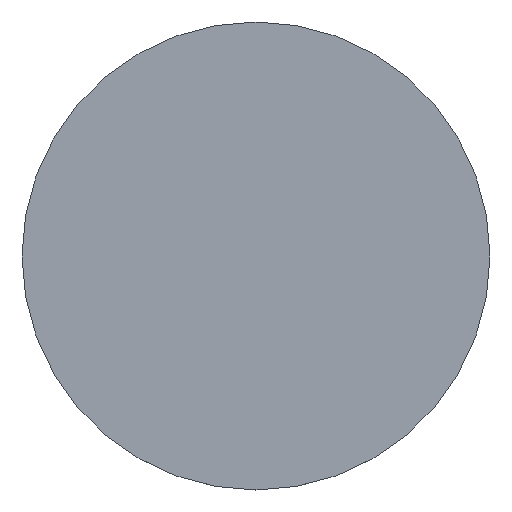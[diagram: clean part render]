
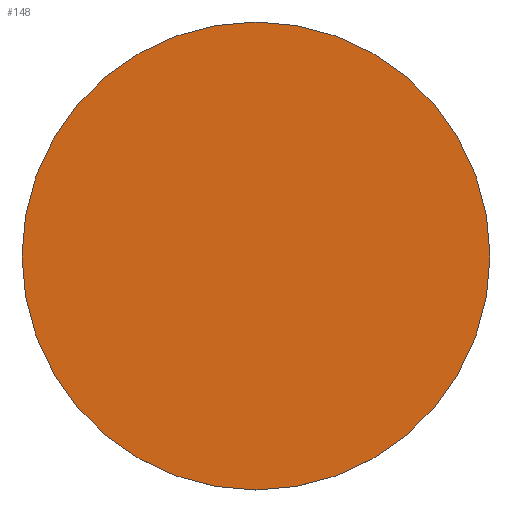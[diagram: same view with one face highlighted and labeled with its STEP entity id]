
A CAD part, top view. The second image highlights one B-rep face of the part: STEP entity #148.
In plain terms, the highlighted planar face has unit normal (0, 0, 1).
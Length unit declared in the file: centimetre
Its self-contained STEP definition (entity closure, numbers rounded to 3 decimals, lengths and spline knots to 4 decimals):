
#46=FACE_OUTER_BOUND('',#57,.T.);
#57=EDGE_LOOP('',(#112));
#68=CIRCLE('',#164,130.);
#80=VERTEX_POINT('',#249);
#90=EDGE_CURVE('',#80,#80,#68,.T.);
#112=ORIENTED_EDGE('',*,*,#90,.T.);
#144=PLANE('',#165);
#148=ADVANCED_FACE('',(#46),#144,.T.);
#164=AXIS2_PLACEMENT_3D('',#250,#195,#196);
#165=AXIS2_PLACEMENT_3D('',#252,#198,#199);
#195=DIRECTION('center_axis',(0.,0.,1.));
#196=DIRECTION('ref_axis',(1.,0.,0.));
#198=DIRECTION('center_axis',(0.,0.,1.));
#199=DIRECTION('ref_axis',(1.,0.,0.));
#249=CARTESIAN_POINT('',(479.2975,0.,41.9765));
#250=CARTESIAN_POINT('Origin',(349.2975,0.,41.9765));
#252=CARTESIAN_POINT('Origin',(349.2975,0.,41.9765));
